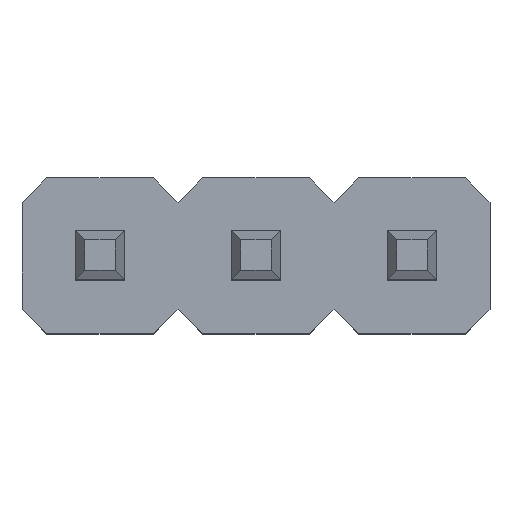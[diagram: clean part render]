
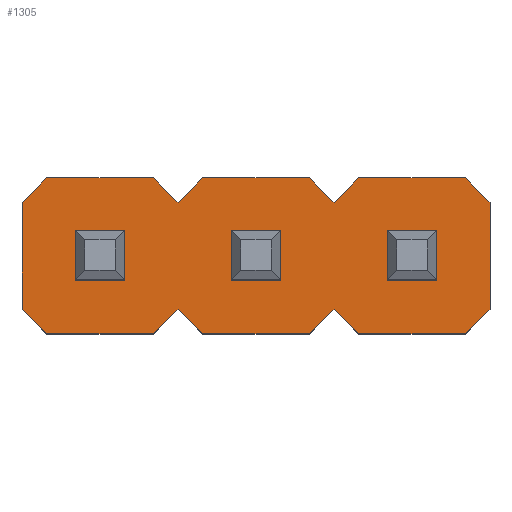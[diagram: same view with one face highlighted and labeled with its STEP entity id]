
A CAD part, top view. The second image highlights one B-rep face of the part: STEP entity #1305.
In plain terms, the highlighted planar face has unit normal (0, 0, 1).
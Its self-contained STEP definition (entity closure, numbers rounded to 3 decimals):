
#21=FACE_BOUND('',#136,.T.);
#22=FACE_BOUND('',#137,.T.);
#23=FACE_BOUND('',#138,.T.);
#59=FACE_OUTER_BOUND('',#135,.T.);
#135=EDGE_LOOP('',(#965,#966,#967,#968,#969,#970,#971,#972,#973,#974,#975,
#976,#977,#978,#979,#980,#981,#982,#983,#984));
#136=EDGE_LOOP('',(#985,#986,#987,#988));
#137=EDGE_LOOP('',(#989,#990,#991,#992));
#138=EDGE_LOOP('',(#993,#994,#995,#996));
#187=LINE('',#1784,#367);
#190=LINE('',#1790,#370);
#193=LINE('',#1796,#373);
#196=LINE('',#1800,#376);
#199=LINE('',#1808,#379);
#202=LINE('',#1814,#382);
#205=LINE('',#1820,#385);
#208=LINE('',#1824,#388);
#211=LINE('',#1832,#391);
#214=LINE('',#1838,#394);
#217=LINE('',#1844,#397);
#220=LINE('',#1848,#400);
#223=LINE('',#1856,#403);
#226=LINE('',#1862,#406);
#229=LINE('',#1868,#409);
#232=LINE('',#1874,#412);
#235=LINE('',#1880,#415);
#238=LINE('',#1886,#418);
#241=LINE('',#1892,#421);
#244=LINE('',#1898,#424);
#247=LINE('',#1904,#427);
#250=LINE('',#1910,#430);
#253=LINE('',#1916,#433);
#256=LINE('',#1922,#436);
#259=LINE('',#1928,#439);
#262=LINE('',#1934,#442);
#265=LINE('',#1940,#445);
#268=LINE('',#1946,#448);
#271=LINE('',#1952,#451);
#274=LINE('',#1958,#454);
#277=LINE('',#1964,#457);
#280=LINE('',#1968,#460);
#367=VECTOR('',#1448,10.);
#370=VECTOR('',#1453,10.);
#373=VECTOR('',#1458,10.);
#376=VECTOR('',#1463,10.);
#379=VECTOR('',#1468,10.);
#382=VECTOR('',#1473,10.);
#385=VECTOR('',#1478,10.);
#388=VECTOR('',#1483,10.);
#391=VECTOR('',#1488,10.);
#394=VECTOR('',#1493,10.);
#397=VECTOR('',#1498,10.);
#400=VECTOR('',#1503,10.);
#403=VECTOR('',#1508,10.);
#406=VECTOR('',#1513,10.);
#409=VECTOR('',#1518,10.);
#412=VECTOR('',#1523,10.);
#415=VECTOR('',#1528,10.);
#418=VECTOR('',#1533,10.);
#421=VECTOR('',#1538,10.);
#424=VECTOR('',#1543,10.);
#427=VECTOR('',#1548,10.);
#430=VECTOR('',#1553,10.);
#433=VECTOR('',#1558,10.);
#436=VECTOR('',#1563,10.);
#439=VECTOR('',#1568,10.);
#442=VECTOR('',#1573,10.);
#445=VECTOR('',#1578,10.);
#448=VECTOR('',#1583,10.);
#451=VECTOR('',#1588,10.);
#454=VECTOR('',#1593,10.);
#457=VECTOR('',#1598,10.);
#460=VECTOR('',#1603,10.);
#547=VERTEX_POINT('',#1781);
#548=VERTEX_POINT('',#1783);
#550=VERTEX_POINT('',#1789);
#552=VERTEX_POINT('',#1795);
#555=VERTEX_POINT('',#1805);
#556=VERTEX_POINT('',#1807);
#558=VERTEX_POINT('',#1813);
#560=VERTEX_POINT('',#1819);
#563=VERTEX_POINT('',#1829);
#564=VERTEX_POINT('',#1831);
#566=VERTEX_POINT('',#1837);
#568=VERTEX_POINT('',#1843);
#571=VERTEX_POINT('',#1853);
#572=VERTEX_POINT('',#1855);
#574=VERTEX_POINT('',#1861);
#576=VERTEX_POINT('',#1867);
#578=VERTEX_POINT('',#1873);
#580=VERTEX_POINT('',#1879);
#582=VERTEX_POINT('',#1885);
#584=VERTEX_POINT('',#1891);
#586=VERTEX_POINT('',#1897);
#588=VERTEX_POINT('',#1903);
#590=VERTEX_POINT('',#1909);
#592=VERTEX_POINT('',#1915);
#594=VERTEX_POINT('',#1921);
#596=VERTEX_POINT('',#1927);
#598=VERTEX_POINT('',#1933);
#600=VERTEX_POINT('',#1939);
#602=VERTEX_POINT('',#1945);
#604=VERTEX_POINT('',#1951);
#606=VERTEX_POINT('',#1957);
#608=VERTEX_POINT('',#1963);
#659=EDGE_CURVE('',#548,#547,#187,.T.);
#662=EDGE_CURVE('',#550,#548,#190,.T.);
#665=EDGE_CURVE('',#552,#550,#193,.T.);
#668=EDGE_CURVE('',#547,#552,#196,.T.);
#671=EDGE_CURVE('',#556,#555,#199,.T.);
#674=EDGE_CURVE('',#558,#556,#202,.T.);
#677=EDGE_CURVE('',#560,#558,#205,.T.);
#680=EDGE_CURVE('',#555,#560,#208,.T.);
#683=EDGE_CURVE('',#564,#563,#211,.T.);
#686=EDGE_CURVE('',#566,#564,#214,.T.);
#689=EDGE_CURVE('',#568,#566,#217,.T.);
#692=EDGE_CURVE('',#563,#568,#220,.T.);
#695=EDGE_CURVE('',#572,#571,#223,.T.);
#698=EDGE_CURVE('',#574,#572,#226,.T.);
#701=EDGE_CURVE('',#576,#574,#229,.T.);
#704=EDGE_CURVE('',#578,#576,#232,.T.);
#707=EDGE_CURVE('',#580,#578,#235,.T.);
#710=EDGE_CURVE('',#582,#580,#238,.T.);
#713=EDGE_CURVE('',#584,#582,#241,.T.);
#716=EDGE_CURVE('',#586,#584,#244,.T.);
#719=EDGE_CURVE('',#588,#586,#247,.T.);
#722=EDGE_CURVE('',#590,#588,#250,.T.);
#725=EDGE_CURVE('',#592,#590,#253,.T.);
#728=EDGE_CURVE('',#594,#592,#256,.T.);
#731=EDGE_CURVE('',#596,#594,#259,.T.);
#734=EDGE_CURVE('',#598,#596,#262,.T.);
#737=EDGE_CURVE('',#600,#598,#265,.T.);
#740=EDGE_CURVE('',#602,#600,#268,.T.);
#743=EDGE_CURVE('',#604,#602,#271,.T.);
#746=EDGE_CURVE('',#606,#604,#274,.T.);
#749=EDGE_CURVE('',#608,#606,#277,.T.);
#752=EDGE_CURVE('',#571,#608,#280,.T.);
#965=ORIENTED_EDGE('',*,*,#752,.T.);
#966=ORIENTED_EDGE('',*,*,#749,.T.);
#967=ORIENTED_EDGE('',*,*,#746,.T.);
#968=ORIENTED_EDGE('',*,*,#743,.T.);
#969=ORIENTED_EDGE('',*,*,#740,.T.);
#970=ORIENTED_EDGE('',*,*,#737,.T.);
#971=ORIENTED_EDGE('',*,*,#734,.T.);
#972=ORIENTED_EDGE('',*,*,#731,.T.);
#973=ORIENTED_EDGE('',*,*,#728,.T.);
#974=ORIENTED_EDGE('',*,*,#725,.T.);
#975=ORIENTED_EDGE('',*,*,#722,.T.);
#976=ORIENTED_EDGE('',*,*,#719,.T.);
#977=ORIENTED_EDGE('',*,*,#716,.T.);
#978=ORIENTED_EDGE('',*,*,#713,.T.);
#979=ORIENTED_EDGE('',*,*,#710,.T.);
#980=ORIENTED_EDGE('',*,*,#707,.T.);
#981=ORIENTED_EDGE('',*,*,#704,.T.);
#982=ORIENTED_EDGE('',*,*,#701,.T.);
#983=ORIENTED_EDGE('',*,*,#698,.T.);
#984=ORIENTED_EDGE('',*,*,#695,.T.);
#985=ORIENTED_EDGE('',*,*,#692,.T.);
#986=ORIENTED_EDGE('',*,*,#689,.T.);
#987=ORIENTED_EDGE('',*,*,#686,.T.);
#988=ORIENTED_EDGE('',*,*,#683,.T.);
#989=ORIENTED_EDGE('',*,*,#680,.T.);
#990=ORIENTED_EDGE('',*,*,#677,.T.);
#991=ORIENTED_EDGE('',*,*,#674,.T.);
#992=ORIENTED_EDGE('',*,*,#671,.T.);
#993=ORIENTED_EDGE('',*,*,#668,.T.);
#994=ORIENTED_EDGE('',*,*,#665,.T.);
#995=ORIENTED_EDGE('',*,*,#662,.T.);
#996=ORIENTED_EDGE('',*,*,#659,.T.);
#1229=PLANE('',#1398);
#1305=ADVANCED_FACE('',(#59,#21,#22,#23),#1229,.T.);
#1398=AXIS2_PLACEMENT_3D('',#1969,#1604,#1605);
#1448=DIRECTION('',(-1.,0.,0.));
#1453=DIRECTION('',(0.,-1.,0.));
#1458=DIRECTION('',(1.,0.,0.));
#1463=DIRECTION('',(0.,1.,0.));
#1468=DIRECTION('',(1.,0.,0.));
#1473=DIRECTION('',(0.,1.,0.));
#1478=DIRECTION('',(-1.,0.,0.));
#1483=DIRECTION('',(0.,-1.,0.));
#1488=DIRECTION('',(0.,-1.,0.));
#1493=DIRECTION('',(1.,0.,0.));
#1498=DIRECTION('',(0.,1.,0.));
#1503=DIRECTION('',(-1.,0.,0.));
#1508=DIRECTION('',(-0.707,0.707,0.));
#1513=DIRECTION('',(0.,1.,0.));
#1518=DIRECTION('',(0.707,0.707,0.));
#1523=DIRECTION('',(1.,0.,0.));
#1528=DIRECTION('',(0.707,-0.707,0.));
#1533=DIRECTION('',(0.707,0.707,0.));
#1538=DIRECTION('',(1.,0.,0.));
#1543=DIRECTION('',(0.707,-0.707,0.));
#1548=DIRECTION('',(0.707,0.707,0.));
#1553=DIRECTION('',(1.,0.,0.));
#1558=DIRECTION('',(0.707,-0.707,0.));
#1563=DIRECTION('',(0.,-1.,0.));
#1568=DIRECTION('',(-0.707,-0.707,0.));
#1573=DIRECTION('',(-1.,0.,0.));
#1578=DIRECTION('',(-0.707,0.707,0.));
#1583=DIRECTION('',(-0.707,-0.707,0.));
#1588=DIRECTION('',(-1.,0.,0.));
#1593=DIRECTION('',(-0.707,0.707,0.));
#1598=DIRECTION('',(-0.707,-0.707,0.));
#1603=DIRECTION('',(-1.,0.,0.));
#1604=DIRECTION('center_axis',(0.,0.,1.));
#1605=DIRECTION('ref_axis',(1.,0.,0.));
#1781=CARTESIAN_POINT('',(-2.94,-0.4,2.5));
#1783=CARTESIAN_POINT('',(-2.14,-0.4,2.5));
#1784=CARTESIAN_POINT('',(-2.14,-0.4,2.5));
#1789=CARTESIAN_POINT('',(-2.14,0.4,2.5));
#1790=CARTESIAN_POINT('',(-2.14,0.4,2.5));
#1795=CARTESIAN_POINT('',(-2.94,0.4,2.5));
#1796=CARTESIAN_POINT('',(-2.94,0.4,2.5));
#1800=CARTESIAN_POINT('',(-2.94,-0.4,2.5));
#1805=CARTESIAN_POINT('',(0.4,0.4,2.5));
#1807=CARTESIAN_POINT('',(-0.4,0.4,2.5));
#1808=CARTESIAN_POINT('',(0.4,0.4,2.5));
#1813=CARTESIAN_POINT('',(-0.4,-0.4,2.5));
#1814=CARTESIAN_POINT('',(-0.4,0.4,2.5));
#1819=CARTESIAN_POINT('',(0.4,-0.4,2.5));
#1820=CARTESIAN_POINT('',(-0.4,-0.4,2.5));
#1824=CARTESIAN_POINT('',(0.4,-0.4,2.5));
#1829=CARTESIAN_POINT('',(2.94,-0.4,2.5));
#1831=CARTESIAN_POINT('',(2.94,0.4,2.5));
#1832=CARTESIAN_POINT('',(2.94,0.4,2.5));
#1837=CARTESIAN_POINT('',(2.14,0.4,2.5));
#1838=CARTESIAN_POINT('',(2.14,0.4,2.5));
#1843=CARTESIAN_POINT('',(2.14,-0.4,2.5));
#1844=CARTESIAN_POINT('',(2.14,-0.4,2.5));
#1848=CARTESIAN_POINT('',(2.94,-0.4,2.5));
#1853=CARTESIAN_POINT('',(3.41,1.27,2.5));
#1855=CARTESIAN_POINT('',(3.81,0.87,2.5));
#1856=CARTESIAN_POINT('',(3.41,1.27,2.5));
#1861=CARTESIAN_POINT('',(3.81,-0.87,2.5));
#1862=CARTESIAN_POINT('',(3.81,0.87,2.5));
#1867=CARTESIAN_POINT('',(3.41,-1.27,2.5));
#1868=CARTESIAN_POINT('',(3.81,-0.87,2.5));
#1873=CARTESIAN_POINT('',(1.67,-1.27,2.5));
#1874=CARTESIAN_POINT('',(3.41,-1.27,2.5));
#1879=CARTESIAN_POINT('',(1.27,-0.87,2.5));
#1880=CARTESIAN_POINT('',(1.67,-1.27,2.5));
#1885=CARTESIAN_POINT('',(0.87,-1.27,2.5));
#1886=CARTESIAN_POINT('',(0.87,-1.27,2.5));
#1891=CARTESIAN_POINT('',(-0.87,-1.27,2.5));
#1892=CARTESIAN_POINT('',(-0.87,-1.27,2.5));
#1897=CARTESIAN_POINT('',(-1.27,-0.87,2.5));
#1898=CARTESIAN_POINT('',(-1.27,-0.87,2.5));
#1903=CARTESIAN_POINT('',(-1.67,-1.27,2.5));
#1904=CARTESIAN_POINT('',(-1.27,-0.87,2.5));
#1909=CARTESIAN_POINT('',(-3.41,-1.27,2.5));
#1910=CARTESIAN_POINT('',(-1.67,-1.27,2.5));
#1915=CARTESIAN_POINT('',(-3.81,-0.87,2.5));
#1916=CARTESIAN_POINT('',(-3.41,-1.27,2.5));
#1921=CARTESIAN_POINT('',(-3.81,0.87,2.5));
#1922=CARTESIAN_POINT('',(-3.81,0.87,2.5));
#1927=CARTESIAN_POINT('',(-3.41,1.27,2.5));
#1928=CARTESIAN_POINT('',(-3.41,1.27,2.5));
#1933=CARTESIAN_POINT('',(-1.67,1.27,2.5));
#1934=CARTESIAN_POINT('',(-3.41,1.27,2.5));
#1939=CARTESIAN_POINT('',(-1.27,0.87,2.5));
#1940=CARTESIAN_POINT('',(-1.67,1.27,2.5));
#1945=CARTESIAN_POINT('',(-0.87,1.27,2.5));
#1946=CARTESIAN_POINT('',(-0.87,1.27,2.5));
#1951=CARTESIAN_POINT('',(0.87,1.27,2.5));
#1952=CARTESIAN_POINT('',(0.87,1.27,2.5));
#1957=CARTESIAN_POINT('',(1.27,0.87,2.5));
#1958=CARTESIAN_POINT('',(0.87,1.27,2.5));
#1963=CARTESIAN_POINT('',(1.67,1.27,2.5));
#1964=CARTESIAN_POINT('',(1.67,1.27,2.5));
#1968=CARTESIAN_POINT('',(1.67,1.27,2.5));
#1969=CARTESIAN_POINT('Origin',(0.,0.,2.5));
